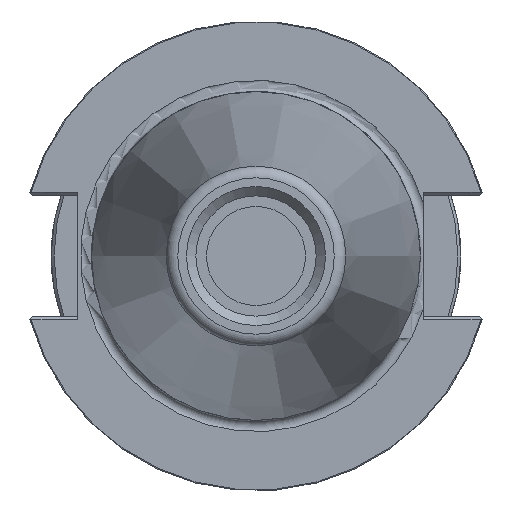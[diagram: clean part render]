
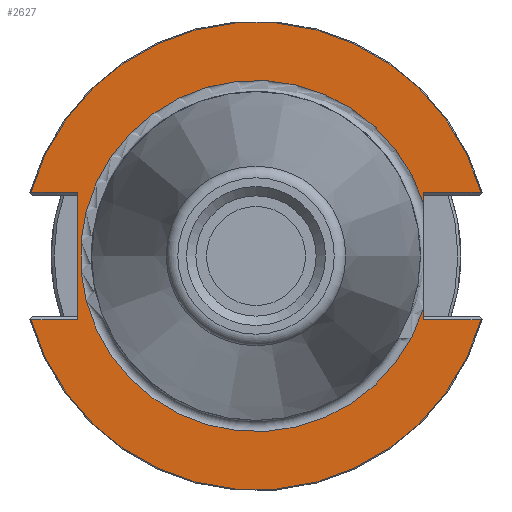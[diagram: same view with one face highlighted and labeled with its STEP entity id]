
A CAD part, left-side view. The second image highlights one B-rep face of the part: STEP entity #2627.
In plain terms, the highlighted planar face has unit normal (-1, 0, 0).
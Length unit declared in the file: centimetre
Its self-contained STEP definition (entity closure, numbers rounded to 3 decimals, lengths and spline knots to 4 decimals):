
#152=LINE('',#3980,#326);
#186=LINE('',#4733,#360);
#190=LINE('',#4741,#364);
#193=LINE('',#4786,#367);
#194=LINE('',#4792,#368);
#195=LINE('',#4794,#369);
#196=LINE('',#4795,#370);
#326=VECTOR('',#3046,0.6304);
#360=VECTOR('',#3196,0.6304);
#364=VECTOR('',#3206,1.7177);
#367=VECTOR('',#3217,0.7828);
#368=VECTOR('',#3226,0.1336);
#369=VECTOR('',#3227,0.1336);
#370=VECTOR('',#3228,0.7828);
#507=PLANE('',#2819);
#723=FACE_OUTER_BOUND('',#906,.T.);
#906=EDGE_LOOP('',(#2020,#2021,#2022,#2023,#2024,#2025,#2026,#2027,#2028,
#2029));
#1056=CIRCLE('',#2814,2.3741);
#1057=CIRCLE('',#2818,3.1623);
#1058=CIRCLE('',#2820,3.1623);
#1156=VERTEX_POINT('',#3970);
#1157=VERTEX_POINT('',#3979);
#1218=VERTEX_POINT('',#4720);
#1220=VERTEX_POINT('',#4731);
#1222=VERTEX_POINT('',#4743);
#1223=VERTEX_POINT('',#4744);
#1225=VERTEX_POINT('',#4775);
#1226=VERTEX_POINT('',#4784);
#1227=VERTEX_POINT('',#4790);
#1228=VERTEX_POINT('',#4793);
#1406=EDGE_CURVE('',#1156,#1157,#152,.T.);
#1507=EDGE_CURVE('',#1220,#1218,#186,.T.);
#1511=EDGE_CURVE('',#1157,#1220,#190,.T.);
#1513=EDGE_CURVE('',#1223,#1222,#1056,.T.);
#1518=EDGE_CURVE('',#1225,#1226,#193,.T.);
#1519=EDGE_CURVE('',#1225,#1156,#1057,.T.);
#1520=EDGE_CURVE('',#1218,#1227,#1058,.T.);
#1521=EDGE_CURVE('',#1226,#1223,#194,.T.);
#1522=EDGE_CURVE('',#1222,#1228,#195,.T.);
#1523=EDGE_CURVE('',#1228,#1227,#196,.T.);
#2020=ORIENTED_EDGE('',*,*,#1520,.F.);
#2021=ORIENTED_EDGE('',*,*,#1507,.F.);
#2022=ORIENTED_EDGE('',*,*,#1511,.F.);
#2023=ORIENTED_EDGE('',*,*,#1406,.F.);
#2024=ORIENTED_EDGE('',*,*,#1519,.F.);
#2025=ORIENTED_EDGE('',*,*,#1518,.T.);
#2026=ORIENTED_EDGE('',*,*,#1521,.T.);
#2027=ORIENTED_EDGE('',*,*,#1513,.T.);
#2028=ORIENTED_EDGE('',*,*,#1522,.T.);
#2029=ORIENTED_EDGE('',*,*,#1523,.T.);
#2627=ADVANCED_FACE('',(#723),#507,.T.);
#2814=AXIS2_PLACEMENT_3D('',#4764,#3209,#3210);
#2818=AXIS2_PLACEMENT_3D('',#4788,#3220,#3221);
#2819=AXIS2_PLACEMENT_3D('',#4789,#3222,#3223);
#2820=AXIS2_PLACEMENT_3D('',#4791,#3224,#3225);
#3046=DIRECTION('',(0.,-1.,0.));
#3196=DIRECTION('',(0.,1.,0.));
#3206=DIRECTION('',(0.,0.,1.));
#3209=DIRECTION('center_axis',(1.,0.,0.));
#3210=DIRECTION('ref_axis',(0.,0.,1.));
#3217=DIRECTION('',(0.,1.,0.));
#3220=DIRECTION('center_axis',(1.,0.,0.));
#3221=DIRECTION('ref_axis',(0.,0.,
-1.));
#3222=DIRECTION('center_axis',(-1.,0.,0.));
#3223=DIRECTION('ref_axis',(0.,0.,1.));
#3224=DIRECTION('center_axis',(1.,0.,0.));
#3225=DIRECTION('ref_axis',(0.,0.,
1.));
#3226=DIRECTION('',(0.,0.,1.));
#3227=DIRECTION('',(0.,0.,1.));
#3228=DIRECTION('',(0.,-1.,0.));
#3970=CARTESIAN_POINT('',(2.3597,2.6769,-0.8588));
#3979=CARTESIAN_POINT('',(2.3597,2.0465,-0.8588));
#3980=CARTESIAN_POINT('',(2.3597,0.3383,-0.8588));
#4720=CARTESIAN_POINT('',(2.3597,2.6769,0.8588));
#4731=CARTESIAN_POINT('',(2.3597,2.0465,0.8588));
#4733=CARTESIAN_POINT('',(2.3597,-0.2967,0.8588));
#4741=CARTESIAN_POINT('',(2.3597,2.0465,-0.8588));
#4743=CARTESIAN_POINT('',(2.3597,-2.6271,0.7252));
#4744=CARTESIAN_POINT('',(2.3597,-2.6271,-0.7252));
#4764=CARTESIAN_POINT('Origin',(2.3597,-0.3665,0.));
#4775=CARTESIAN_POINT('',(2.3597,-3.4099,-0.8588));
#4784=CARTESIAN_POINT('',(2.3597,-2.6271,-0.8588));
#4786=CARTESIAN_POINT('',(2.3597,-2.6589,-0.8588));
#4788=CARTESIAN_POINT('Origin',(2.3597,-0.3665,0.));
#4789=CARTESIAN_POINT('Origin',(2.3597,-2.589,0.));
#4790=CARTESIAN_POINT('',(2.3597,-3.4099,0.8588));
#4791=CARTESIAN_POINT('Origin',(2.3597,-0.3665,0.));
#4792=CARTESIAN_POINT('',(2.3597,-2.6271,0.));
#4793=CARTESIAN_POINT('',(2.3597,-2.6271,0.8588));
#4794=CARTESIAN_POINT('',(2.3597,-2.6271,0.));
#4795=CARTESIAN_POINT('',(2.3597,-2.6589,0.8588));
